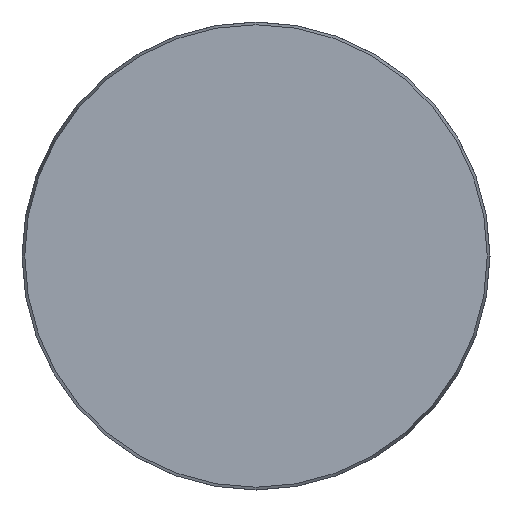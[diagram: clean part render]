
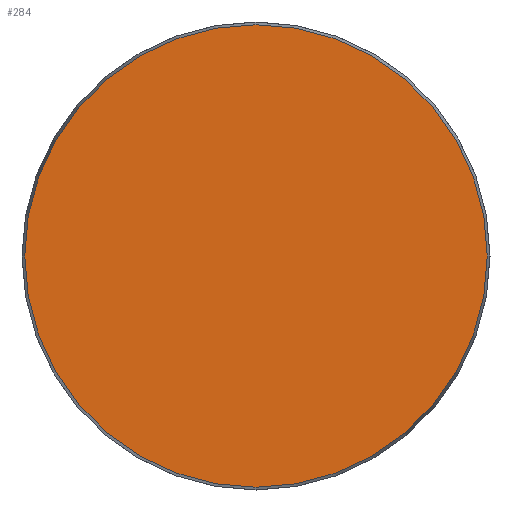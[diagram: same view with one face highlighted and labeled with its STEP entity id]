
A CAD part, front view. The second image highlights one B-rep face of the part: STEP entity #284.
In plain terms, the highlighted planar face has unit normal (0, -1, 0).
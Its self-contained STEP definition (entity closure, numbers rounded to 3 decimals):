
#28 = EDGE_CURVE ( 'NONE', #452, #452, #158, .T. ) ;
#83 = PLANE ( 'NONE',  #299 ) ;
#126 = FACE_OUTER_BOUND ( 'NONE', #478, .T. ) ;
#129 = CARTESIAN_POINT ( 'NONE',  ( -48.425, 0., 0. ) ) ;
#149 = ORIENTED_EDGE ( 'NONE', *, *, #28, .T. ) ;
#158 = CIRCLE ( 'NONE', #403, 48.425 ) ;
#189 = DIRECTION ( 'NONE',  ( 0., 0., -1. ) ) ;
#231 = CARTESIAN_POINT ( 'NONE',  ( 0., 0., 0. ) ) ;
#255 = DIRECTION ( 'NONE',  ( 0., 0., 1. ) ) ;
#284 = ADVANCED_FACE ( 'NONE', ( #126 ), #83, .F. ) ;
#299 = AXIS2_PLACEMENT_3D ( 'NONE', #129, #385, #255 ) ;
#308 = CARTESIAN_POINT ( 'NONE',  ( 0., 0., -48.425 ) ) ;
#310 = DIRECTION ( 'NONE',  ( 0., -1., 0. ) ) ;
#385 = DIRECTION ( 'NONE',  ( 0., 1., 0. ) ) ;
#403 = AXIS2_PLACEMENT_3D ( 'NONE', #231, #310, #189 ) ;
#452 = VERTEX_POINT ( 'NONE', #308 ) ;
#478 = EDGE_LOOP ( 'NONE', ( #149 ) ) ;
